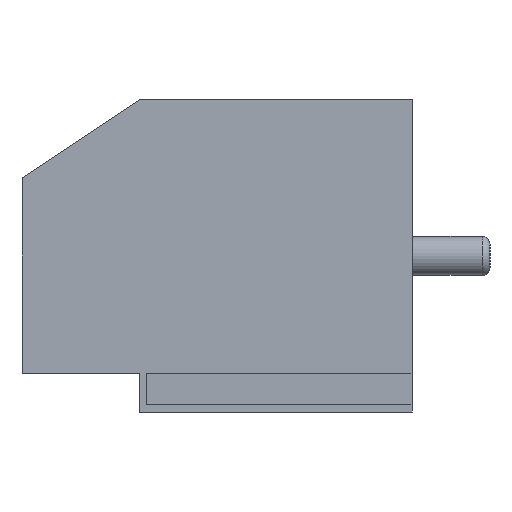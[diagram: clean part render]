
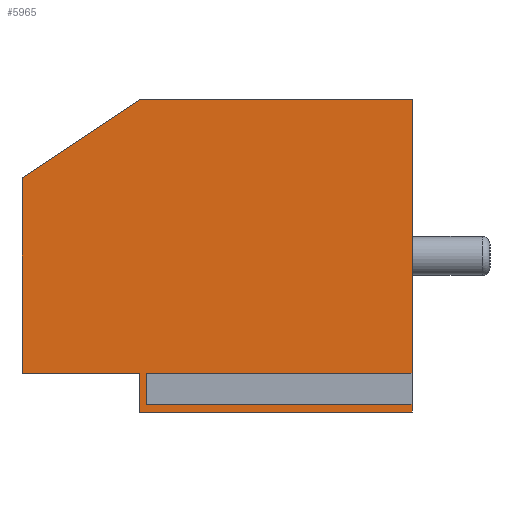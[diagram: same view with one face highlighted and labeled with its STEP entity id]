
A CAD part, left-side view. The second image highlights one B-rep face of the part: STEP entity #5965.
In plain terms, the highlighted planar face has unit normal (-1, 0, 0).
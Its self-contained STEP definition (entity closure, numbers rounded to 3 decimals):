
#206=PLANE('',#6388);
#461=FACE_OUTER_BOUND('',#821,.T.);
#821=EDGE_LOOP('',(#4573,#4574,#4575,#4576,#4577,#4578,#4579,#4580,#4581,
#4582,#4583));
#1107=LINE('',#8672,#1754);
#1184=LINE('',#8845,#1831);
#1188=LINE('',#8853,#1835);
#1307=LINE('',#9124,#1954);
#1313=LINE('',#9135,#1960);
#1314=LINE('',#9137,#1961);
#1315=LINE('',#9140,#1962);
#1318=LINE('',#9146,#1965);
#1321=LINE('',#9152,#1968);
#1324=LINE('',#9158,#1971);
#1327=LINE('',#9163,#1974);
#1754=VECTOR('',#6887,10.);
#1831=VECTOR('',#6992,10.);
#1835=VECTOR('',#6996,10.);
#1954=VECTOR('',#7289,10.);
#1960=VECTOR('',#7299,10.);
#1961=VECTOR('',#7302,10.);
#1962=VECTOR('',#7305,10.);
#1965=VECTOR('',#7310,10.);
#1968=VECTOR('',#7315,10.);
#1971=VECTOR('',#7320,10.);
#1974=VECTOR('',#7325,10.);
#2605=VERTEX_POINT('',#8669);
#2606=VERTEX_POINT('',#8671);
#2688=VERTEX_POINT('',#8844);
#2691=VERTEX_POINT('',#8850);
#2692=VERTEX_POINT('',#8852);
#2757=VERTEX_POINT('',#9123);
#2760=VERTEX_POINT('',#9133);
#2761=VERTEX_POINT('',#9139);
#2763=VERTEX_POINT('',#9145);
#2765=VERTEX_POINT('',#9151);
#2767=VERTEX_POINT('',#9157);
#3189=EDGE_CURVE('',#2606,#2605,#1107,.T.);
#3279=EDGE_CURVE('',#2606,#2688,#1184,.T.);
#3283=EDGE_CURVE('',#2691,#2692,#1188,.T.);
#3415=EDGE_CURVE('',#2757,#2688,#1307,.T.);
#3421=EDGE_CURVE('',#2691,#2760,#1313,.T.);
#3422=EDGE_CURVE('',#2760,#2757,#1314,.T.);
#3423=EDGE_CURVE('',#2605,#2761,#1315,.T.);
#3426=EDGE_CURVE('',#2763,#2761,#1318,.T.);
#3429=EDGE_CURVE('',#2765,#2763,#1321,.T.);
#3432=EDGE_CURVE('',#2767,#2765,#1324,.T.);
#3435=EDGE_CURVE('',#2692,#2767,#1327,.T.);
#4573=ORIENTED_EDGE('',*,*,#3415,.T.);
#4574=ORIENTED_EDGE('',*,*,#3279,.F.);
#4575=ORIENTED_EDGE('',*,*,#3189,.T.);
#4576=ORIENTED_EDGE('',*,*,#3423,.T.);
#4577=ORIENTED_EDGE('',*,*,#3426,.F.);
#4578=ORIENTED_EDGE('',*,*,#3429,.F.);
#4579=ORIENTED_EDGE('',*,*,#3432,.F.);
#4580=ORIENTED_EDGE('',*,*,#3435,.F.);
#4581=ORIENTED_EDGE('',*,*,#3283,.F.);
#4582=ORIENTED_EDGE('',*,*,#3421,.T.);
#4583=ORIENTED_EDGE('',*,*,#3422,.T.);
#5965=ADVANCED_FACE('',(#461),#206,.F.);
#6388=AXIS2_PLACEMENT_3D('',#9166,#7329,#7330);
#6887=DIRECTION('',(0.,1.,0.));
#6992=DIRECTION('',(0.,0.,-1.));
#6996=DIRECTION('',(0.,0.,-1.));
#7289=DIRECTION('',(0.,-1.,0.));
#7299=DIRECTION('',(0.,1.,0.));
#7302=DIRECTION('',(0.,0.,1.));
#7305=DIRECTION('',(0.,0.832,-0.555));
#7310=DIRECTION('',(0.,0.,1.));
#7315=DIRECTION('',(0.,1.,0.));
#7320=DIRECTION('',(0.,0.,1.));
#7325=DIRECTION('',(0.,1.,0.));
#7329=DIRECTION('center_axis',(1.,0.,0.));
#7330=DIRECTION('ref_axis',(0.,0.,-1.));
#8669=CARTESIAN_POINT('',(-17.5,7.,4.));
#8671=CARTESIAN_POINT('',(-17.5,0.,4.));
#8672=CARTESIAN_POINT('',(-17.5,0.,4.));
#8844=CARTESIAN_POINT('',(-17.5,0.,-3.15));
#8845=CARTESIAN_POINT('',(-17.5,0.,0.));
#8850=CARTESIAN_POINT('',(-17.5,0.,-3.65));
#8852=CARTESIAN_POINT('',(-17.5,0.,-4.));
#8853=CARTESIAN_POINT('',(-17.5,0.,0.));
#9123=CARTESIAN_POINT('',(-17.5,6.8,-3.15));
#9124=CARTESIAN_POINT('',(-17.5,2.5,-3.15));
#9133=CARTESIAN_POINT('',(-17.5,6.8,-3.65));
#9135=CARTESIAN_POINT('',(-17.5,2.5,-3.65));
#9137=CARTESIAN_POINT('',(-17.5,6.8,-1.7));
#9139=CARTESIAN_POINT('',(-17.5,10.,2.));
#9140=CARTESIAN_POINT('',(-17.5,7.,4.));
#9145=CARTESIAN_POINT('',(-17.5,10.,-3.));
#9146=CARTESIAN_POINT('',(-17.5,10.,-3.));
#9151=CARTESIAN_POINT('',(-17.5,7.,-3.));
#9152=CARTESIAN_POINT('',(-17.5,7.,-3.));
#9157=CARTESIAN_POINT('',(-17.5,7.,-4.));
#9158=CARTESIAN_POINT('',(-17.5,7.,-4.));
#9163=CARTESIAN_POINT('',(-17.5,0.,-4.));
#9166=CARTESIAN_POINT('Origin',(-17.5,5.,0.));
